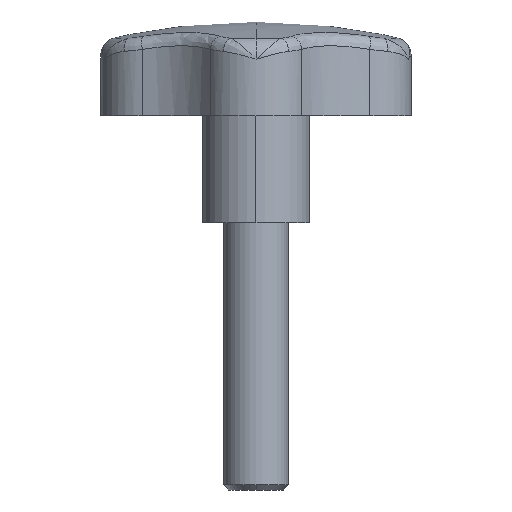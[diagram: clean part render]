
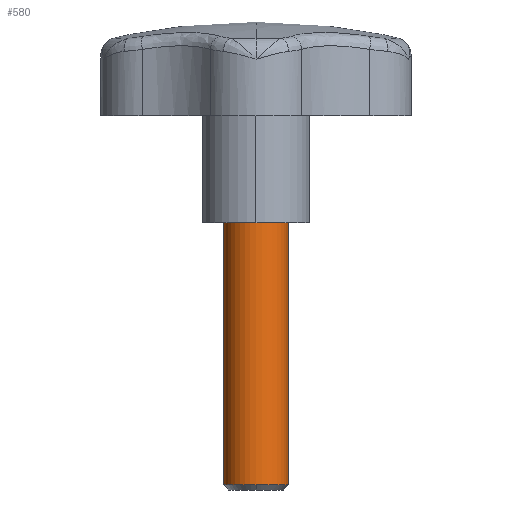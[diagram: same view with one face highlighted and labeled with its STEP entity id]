
A CAD part, front view. The second image highlights one B-rep face of the part: STEP entity #580.
In plain terms, the highlighted cylindrical face has radius 6 mm (diameter 12 mm), a partial arc.
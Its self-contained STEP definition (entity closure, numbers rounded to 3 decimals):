
#378=EDGE_CURVE('',#440,#394,#1004,.T.);
#394=VERTEX_POINT('',#1024);
#440=VERTEX_POINT('',#1075);
#492=VERTEX_POINT('',#1135);
#516=VERTEX_POINT('',#1160);
#562=VERTEX_POINT('',#1210);
#568=EDGE_CURVE('',#394,#562,#1216,.T.);
#580=ADVANCED_FACE('',(#1229),#1230,.T.);
#790=EDGE_CURVE('',#440,#516,#1463,.T.);
#820=EDGE_CURVE('',#492,#516,#1495,.T.);
#892=EDGE_CURVE('',#562,#492,#1574,.T.);
#1004=LINE('',#1848,#1849);
#1024=CARTESIAN_POINT('',(-6.0,0.,-49.053));
#1075=CARTESIAN_POINT('',(-6.0,0.,0.0));
#1135=CARTESIAN_POINT('',(6.0,0.,-49.053));
#1160=CARTESIAN_POINT('',(6.0,0.,0.0));
#1210=CARTESIAN_POINT('',(0.,-6.0,-49.053));
#1216=CIRCLE('',#2672,6.0);
#1229=FACE_OUTER_BOUND('',#2738,.T.);
#1230=CYLINDRICAL_SURFACE('',#2739,6.0);
#1463=CIRCLE('',#3770,6.0);
#1495=LINE('',#3874,#3875);
#1574=CIRCLE('',#4259,6.0);
#1848=CARTESIAN_POINT('',(-6.0,0.,-24.5));
#1849=VECTOR('',#4414,1.0);
#2672=AXIS2_PLACEMENT_3D('',#4653,#4654,#4655);
#2738=EDGE_LOOP('',(#4669,#4670,#4671,#4672,#4673));
#2739=AXIS2_PLACEMENT_3D('',#4674,#4675,#4676);
#3770=AXIS2_PLACEMENT_3D('',#4921,#4922,#4923);
#3874=CARTESIAN_POINT('',(6.0,0.,-24.5));
#3875=VECTOR('',#4936,1.0);
#4259=AXIS2_PLACEMENT_3D('',#5027,#5028,#5029);
#4414=DIRECTION('',(-0.0,-0.0,-1.0));
#4653=CARTESIAN_POINT('',(0.0,0.0,-49.053));
#4654=DIRECTION('',(0.,0.0,1.0));
#4655=DIRECTION('',(1.0,0.0,0.));
#4669=ORIENTED_EDGE('',*,*,#820,.T.);
#4670=ORIENTED_EDGE('',*,*,#790,.F.);
#4671=ORIENTED_EDGE('',*,*,#378,.T.);
#4672=ORIENTED_EDGE('',*,*,#568,.T.);
#4673=ORIENTED_EDGE('',*,*,#892,.T.);
#4674=CARTESIAN_POINT('',(0.0,0.0,-24.5));
#4675=DIRECTION('',(-0.0,-0.0,-1.0));
#4676=DIRECTION('',(1.0,0.0,0.0));
#4921=CARTESIAN_POINT('',(0.0,0.0,0.0));
#4922=DIRECTION('',(0.0,0.0,1.0));
#4923=DIRECTION('',(1.0,0.0,0.0));
#4936=DIRECTION('',(0.0,0.0,1.0));
#5027=CARTESIAN_POINT('',(0.0,0.0,-49.053));
#5028=DIRECTION('',(0.,0.0,1.0));
#5029=DIRECTION('',(1.0,0.0,0.));
